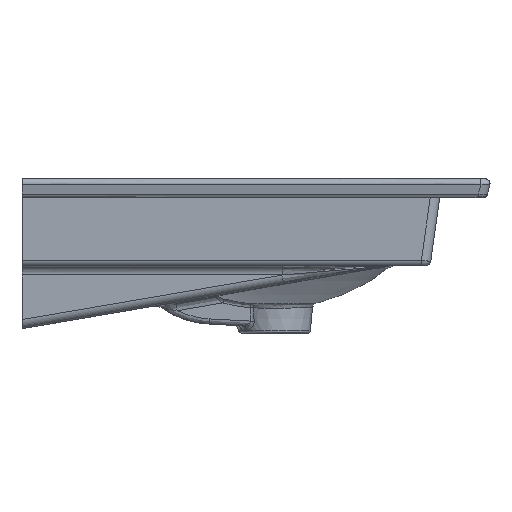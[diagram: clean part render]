
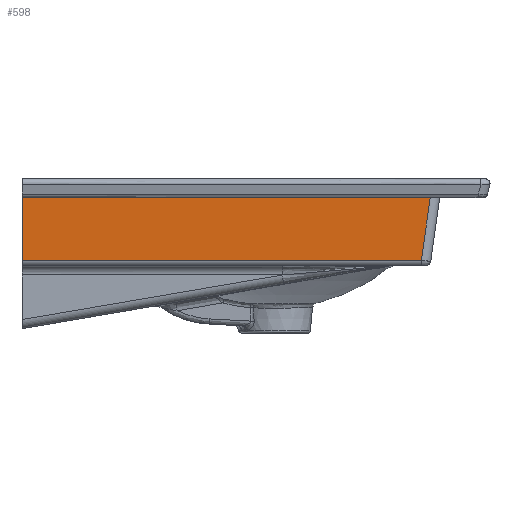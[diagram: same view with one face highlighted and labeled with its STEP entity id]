
A CAD part, left-side view. The second image highlights one B-rep face of the part: STEP entity #598.
In plain terms, the highlighted planar face has unit normal (-0.999, 0, -0.035).
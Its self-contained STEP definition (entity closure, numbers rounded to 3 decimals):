
#122=LINE('',#13276,#182);
#127=LINE('',#17976,#187);
#182=VECTOR('',#2479,1.);
#187=VECTOR('',#2532,1.);
#445=B_SPLINE_CURVE_WITH_KNOTS('',3,(#17950,#17951,#17952,#17953,#17954,
#17955,#17956,#17957,#17958,#17959,#17960,#17961),.UNSPECIFIED.,.F.,.F.,
(4,2,2,2,2,4),(0.,0.252,0.417,0.867,
0.979,1.),.UNSPECIFIED.);
#446=B_SPLINE_CURVE_WITH_KNOTS('',3,(#17965,#17966,#17967,#17968,#17969,
#17970,#17971,#17972,#17973,#17974),.UNSPECIFIED.,.F.,.F.,(4,2,2,2,4),(0.,
0.526,0.893,0.985,1.),.UNSPECIFIED.);
#598=ADVANCED_FACE('',(#754),#667,.T.);
#667=PLANE('',#2320);
#754=FACE_OUTER_BOUND('',#883,.T.);
#883=EDGE_LOOP('',(#1338,#1339,#1340,#1341));
#1338=ORIENTED_EDGE('',*,*,#2108,.F.);
#1339=ORIENTED_EDGE('',*,*,#2109,.F.);
#1340=ORIENTED_EDGE('',*,*,#2106,.T.);
#1341=ORIENTED_EDGE('',*,*,#2048,.T.);
#1778=VERTEX_POINT('',#13275);
#1779=VERTEX_POINT('',#13277);
#1810=VERTEX_POINT('',#17962);
#1811=VERTEX_POINT('',#17975);
#2048=EDGE_CURVE('',#1779,#1778,#122,.T.);
#2106=EDGE_CURVE('',#1810,#1779,#445,.T.);
#2108=EDGE_CURVE('',#1811,#1778,#446,.T.);
#2109=EDGE_CURVE('',#1810,#1811,#127,.T.);
#2320=AXIS2_PLACEMENT_3D('',#17977,#2533,#2534);
#2479=DIRECTION('',(-0.035,-0.139,0.99));
#2532=DIRECTION('',(-0.035,0.,0.999));
#2533=DIRECTION('',(-0.999,0.,-0.035));
#2534=DIRECTION('',(-0.035,0.,0.999));
#13275=CARTESIAN_POINT('',(-546.792,-436.489,-17.826));
#13276=CARTESIAN_POINT('',(-543.537,-423.391,-111.022));
#13277=CARTESIAN_POINT('',(-544.369,-426.737,-87.209));
#17950=CARTESIAN_POINT('',(-544.369,0.,-87.209));
#17951=CARTESIAN_POINT('',(-544.369,-35.904,-87.209));
#17952=CARTESIAN_POINT('',(-544.369,-71.807,-87.209));
#17953=CARTESIAN_POINT('',(-544.369,-131.135,-87.209));
#17954=CARTESIAN_POINT('',(-544.369,-154.559,-87.209));
#17955=CARTESIAN_POINT('',(-544.369,-241.982,-87.209));
#17956=CARTESIAN_POINT('',(-544.369,-305.982,-87.209));
#17957=CARTESIAN_POINT('',(-544.369,-385.982,-87.209));
#17958=CARTESIAN_POINT('',(-544.369,-401.982,-87.209));
#17959=CARTESIAN_POINT('',(-544.369,-420.901,-87.209));
#17960=CARTESIAN_POINT('',(-544.369,-423.819,-87.209));
#17961=CARTESIAN_POINT('',(-544.369,-426.737,-87.209));
#17962=CARTESIAN_POINT('',(-544.369,0.,-87.209));
#17965=CARTESIAN_POINT('',(-546.792,0.,-17.826));
#17966=CARTESIAN_POINT('',(-546.792,-76.578,-17.826));
#17967=CARTESIAN_POINT('',(-546.792,-153.156,-17.826));
#17968=CARTESIAN_POINT('',(-546.792,-283.067,-17.826));
#17969=CARTESIAN_POINT('',(-546.792,-336.4,-17.826));
#17970=CARTESIAN_POINT('',(-546.792,-403.067,-17.826));
#17971=CARTESIAN_POINT('',(-546.792,-416.4,-17.826));
#17972=CARTESIAN_POINT('',(-546.792,-431.985,-17.826));
#17973=CARTESIAN_POINT('',(-546.792,-434.237,-17.826));
#17974=CARTESIAN_POINT('',(-546.792,-436.489,-17.826));
#17975=CARTESIAN_POINT('',(-546.792,0.,-17.826));
#17976=CARTESIAN_POINT('',(-546.26,0.,-33.045));
#17977=CARTESIAN_POINT('',(-545.692,13.,-49.31));
